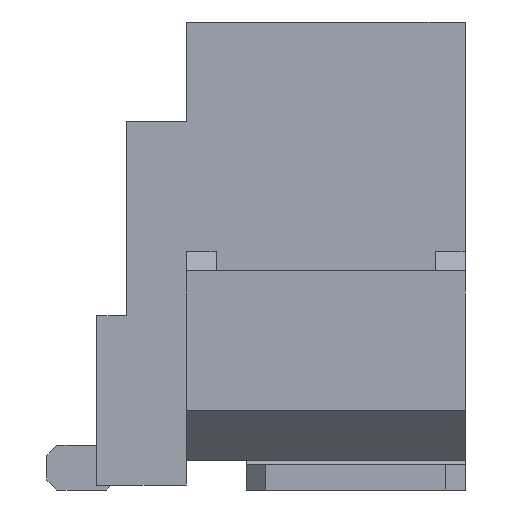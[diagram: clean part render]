
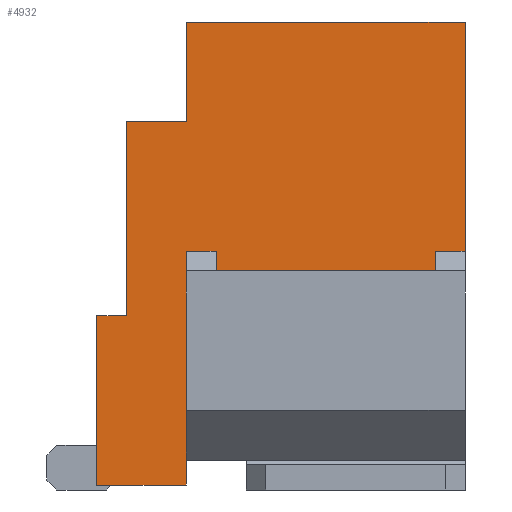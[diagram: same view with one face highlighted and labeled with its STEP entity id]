
A CAD part, left-side view. The second image highlights one B-rep face of the part: STEP entity #4932.
In plain terms, the highlighted planar face has unit normal (-1, 0, 0).
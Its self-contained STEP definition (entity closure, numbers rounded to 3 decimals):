
#27 = DIRECTION ( 'NONE',  ( 0., 1., 0. ) ) ;
#72 = VECTOR ( 'NONE', #689, 1000. ) ;
#198 = CARTESIAN_POINT ( 'NONE',  ( -2.75, -0.8, 1.7 ) ) ;
#214 = DIRECTION ( 'NONE',  ( 0., 0., -1. ) ) ;
#313 = VECTOR ( 'NONE', #1314, 1000. ) ;
#456 = CARTESIAN_POINT ( 'NONE',  ( -2.75, 1.7, 0.05 ) ) ;
#484 = LINE ( 'NONE', #8119, #4033 ) ;
#505 = CARTESIAN_POINT ( 'NONE',  ( -2.75, 2.3, 1.75 ) ) ;
#577 = CARTESIAN_POINT ( 'NONE',  ( -2.75, 1.7, 0.3 ) ) ;
#654 = EDGE_CURVE ( 'NONE', #7819, #5493, #2706, .T. ) ;
#681 = EDGE_CURVE ( 'NONE', #5608, #4737, #3845, .T. ) ;
#686 = CARTESIAN_POINT ( 'NONE',  ( -2.75, 1.4, 4.7 ) ) ;
#689 = DIRECTION ( 'NONE',  ( 0., -1., 0. ) ) ;
#714 = CARTESIAN_POINT ( 'NONE',  ( -2.75, 1.7, 2.4 ) ) ;
#751 = LINE ( 'NONE', #4448, #2309 ) ;
#781 = DIRECTION ( 'NONE',  ( 0., -1., 0. ) ) ;
#832 = CARTESIAN_POINT ( 'NONE',  ( -2.75, -0.8, 2.4 ) ) ;
#874 = CARTESIAN_POINT ( 'NONE',  ( -2.75, 1.7, 4.7 ) ) ;
#924 = VECTOR ( 'NONE', #2782, 1000. ) ;
#973 = EDGE_CURVE ( 'NONE', #2509, #5493, #2903, .T. ) ;
#995 = CARTESIAN_POINT ( 'NONE',  ( -2.75, 2.3, 3.7 ) ) ;
#999 = ORIENTED_EDGE ( 'NONE', *, *, #4219, .T. ) ;
#1007 = VERTEX_POINT ( 'NONE', #456 ) ;
#1021 = CARTESIAN_POINT ( 'NONE',  ( -2.75, -1.1, 4.7 ) ) ;
#1129 = ORIENTED_EDGE ( 'NONE', *, *, #654, .F. ) ;
#1159 = LINE ( 'NONE', #6310, #313 ) ;
#1172 = VECTOR ( 'NONE', #4396, 1000. ) ;
#1282 = EDGE_CURVE ( 'NONE', #1007, #6068, #1646, .T. ) ;
#1314 = DIRECTION ( 'NONE',  ( 0., 0., 1. ) ) ;
#1369 = LINE ( 'NONE', #686, #8080 ) ;
#1411 = CARTESIAN_POINT ( 'NONE',  ( -2.75, 2.3, 3.7 ) ) ;
#1539 = CARTESIAN_POINT ( 'NONE',  ( -2.75, 1.4, 1.7 ) ) ;
#1575 = CARTESIAN_POINT ( 'NONE',  ( -2.75, 2.6, 0.05 ) ) ;
#1600 = VECTOR ( 'NONE', #27, 1000. ) ;
#1606 = VERTEX_POINT ( 'NONE', #995 ) ;
#1646 = LINE ( 'NONE', #3480, #3613 ) ;
#1751 = VECTOR ( 'NONE', #5965, 1000. ) ;
#1808 = LINE ( 'NONE', #4695, #1600 ) ;
#1889 = ORIENTED_EDGE ( 'NONE', *, *, #6709, .T. ) ;
#2247 = VERTEX_POINT ( 'NONE', #5390 ) ;
#2301 = EDGE_CURVE ( 'NONE', #7243, #2432, #1159, .T. ) ;
#2309 = VECTOR ( 'NONE', #7657, 1000. ) ;
#2432 = VERTEX_POINT ( 'NONE', #6676 ) ;
#2446 = ORIENTED_EDGE ( 'NONE', *, *, #5225, .T. ) ;
#2480 = VECTOR ( 'NONE', #781, 1000. ) ;
#2509 = VERTEX_POINT ( 'NONE', #3612 ) ;
#2581 = CARTESIAN_POINT ( 'NONE',  ( -2.75, -0.8, 4.7 ) ) ;
#2706 = LINE ( 'NONE', #2581, #924 ) ;
#2782 = DIRECTION ( 'NONE',  ( 0., 0., -1. ) ) ;
#2817 = CARTESIAN_POINT ( 'NONE',  ( -2.75, 2.6, 4.7 ) ) ;
#2824 = DIRECTION ( 'NONE',  ( 0., -1., 0. ) ) ;
#2868 = PLANE ( 'NONE',  #4945 ) ;
#2903 = LINE ( 'NONE', #1539, #7873 ) ;
#3009 = LINE ( 'NONE', #5831, #7974 ) ;
#3260 = CARTESIAN_POINT ( 'NONE',  ( -2.75, 1.4, 2.4 ) ) ;
#3480 = CARTESIAN_POINT ( 'NONE',  ( -2.75, 1.7, 0.05 ) ) ;
#3566 = LINE ( 'NONE', #4633, #6795 ) ;
#3612 = CARTESIAN_POINT ( 'NONE',  ( -2.75, 1.4, 1.7 ) ) ;
#3613 = VECTOR ( 'NONE', #6758, 1000. ) ;
#3629 = ORIENTED_EDGE ( 'NONE', *, *, #6211, .T. ) ;
#3710 = LINE ( 'NONE', #4043, #5226 ) ;
#3722 = CARTESIAN_POINT ( 'NONE',  ( -2.75, 1.7, 2.4 ) ) ;
#3827 = EDGE_CURVE ( 'NONE', #1007, #7243, #1808, .T. ) ;
#3845 = LINE ( 'NONE', #714, #72 ) ;
#3874 = ORIENTED_EDGE ( 'NONE', *, *, #681, .T. ) ;
#3962 = ORIENTED_EDGE ( 'NONE', *, *, #6731, .F. ) ;
#4033 = VECTOR ( 'NONE', #4274, 1000. ) ;
#4034 = ORIENTED_EDGE ( 'NONE', *, *, #6817, .F. ) ;
#4043 = CARTESIAN_POINT ( 'NONE',  ( -2.75, -1.1, 4.7 ) ) ;
#4055 = DIRECTION ( 'NONE',  ( 0., 0., -1. ) ) ;
#4191 = VERTEX_POINT ( 'NONE', #1021 ) ;
#4202 = DIRECTION ( 'NONE',  ( 1., 0., 0. ) ) ;
#4219 = EDGE_CURVE ( 'NONE', #7819, #6054, #8095, .T. ) ;
#4274 = DIRECTION ( 'NONE',  ( 0., 0., 1. ) ) ;
#4291 = ORIENTED_EDGE ( 'NONE', *, *, #1282, .T. ) ;
#4325 = CARTESIAN_POINT ( 'NONE',  ( -2.75, 1.7, 2.4 ) ) ;
#4333 = ORIENTED_EDGE ( 'NONE', *, *, #2301, .F. ) ;
#4396 = DIRECTION ( 'NONE',  ( 0., -1., 0. ) ) ;
#4419 = EDGE_LOOP ( 'NONE', ( #3874, #3629, #6976, #1129, #999, #1889, #4034, #5701, #3962, #6554, #2446, #4333, #5311, #4291, #6688 ) ) ;
#4448 = CARTESIAN_POINT ( 'NONE',  ( -2.75, 2.3, 1.75 ) ) ;
#4453 = FACE_OUTER_BOUND ( 'NONE', #4419, .T. ) ;
#4633 = CARTESIAN_POINT ( 'NONE',  ( -2.75, 2.3, 1.75 ) ) ;
#4695 = CARTESIAN_POINT ( 'NONE',  ( -2.75, 2.6, 0.05 ) ) ;
#4709 = DIRECTION ( 'NONE',  ( 0., 0., 1. ) ) ;
#4723 = EDGE_CURVE ( 'NONE', #6068, #5608, #3009, .T. ) ;
#4737 = VERTEX_POINT ( 'NONE', #3260 ) ;
#4928 = VERTEX_POINT ( 'NONE', #874 ) ;
#4932 = ADVANCED_FACE ( 'NONE', ( #4453 ), #2868, .F. ) ;
#4945 = AXIS2_PLACEMENT_3D ( 'NONE', #7428, #4202, #214 ) ;
#5174 = CARTESIAN_POINT ( 'NONE',  ( -2.75, -1.1, 2.4 ) ) ;
#5225 = EDGE_CURVE ( 'NONE', #5972, #2432, #3566, .T. ) ;
#5226 = VECTOR ( 'NONE', #4709, 1000. ) ;
#5311 = ORIENTED_EDGE ( 'NONE', *, *, #3827, .F. ) ;
#5390 = CARTESIAN_POINT ( 'NONE',  ( -2.75, 1.7, 3.7 ) ) ;
#5493 = VERTEX_POINT ( 'NONE', #198 ) ;
#5608 = VERTEX_POINT ( 'NONE', #4325 ) ;
#5701 = ORIENTED_EDGE ( 'NONE', *, *, #8345, .F. ) ;
#5831 = CARTESIAN_POINT ( 'NONE',  ( -2.75, 1.7, 0.3 ) ) ;
#5938 = EDGE_CURVE ( 'NONE', #5972, #1606, #751, .T. ) ;
#5965 = DIRECTION ( 'NONE',  ( 0., -1., 0. ) ) ;
#5972 = VERTEX_POINT ( 'NONE', #505 ) ;
#6054 = VERTEX_POINT ( 'NONE', #5174 ) ;
#6068 = VERTEX_POINT ( 'NONE', #577 ) ;
#6211 = EDGE_CURVE ( 'NONE', #4737, #2509, #1369, .T. ) ;
#6310 = CARTESIAN_POINT ( 'NONE',  ( -2.75, 2.6, 4.7 ) ) ;
#6481 = DIRECTION ( 'NONE',  ( 0., 0., 1. ) ) ;
#6554 = ORIENTED_EDGE ( 'NONE', *, *, #5938, .F. ) ;
#6676 = CARTESIAN_POINT ( 'NONE',  ( -2.75, 2.6, 1.75 ) ) ;
#6688 = ORIENTED_EDGE ( 'NONE', *, *, #4723, .T. ) ;
#6709 = EDGE_CURVE ( 'NONE', #6054, #4191, #3710, .T. ) ;
#6731 = EDGE_CURVE ( 'NONE', #1606, #2247, #6945, .T. ) ;
#6758 = DIRECTION ( 'NONE',  ( 0., 0., 1. ) ) ;
#6795 = VECTOR ( 'NONE', #7858, 1000. ) ;
#6817 = EDGE_CURVE ( 'NONE', #4928, #4191, #7461, .T. ) ;
#6945 = LINE ( 'NONE', #1411, #1751 ) ;
#6976 = ORIENTED_EDGE ( 'NONE', *, *, #973, .T. ) ;
#7243 = VERTEX_POINT ( 'NONE', #1575 ) ;
#7428 = CARTESIAN_POINT ( 'NONE',  ( -2.75, 2.6, 4.7 ) ) ;
#7461 = LINE ( 'NONE', #2817, #2480 ) ;
#7657 = DIRECTION ( 'NONE',  ( 0., 0., 1. ) ) ;
#7819 = VERTEX_POINT ( 'NONE', #832 ) ;
#7858 = DIRECTION ( 'NONE',  ( 0., 1., 0. ) ) ;
#7873 = VECTOR ( 'NONE', #2824, 1000. ) ;
#7974 = VECTOR ( 'NONE', #6481, 1000. ) ;
#8080 = VECTOR ( 'NONE', #4055, 1000. ) ;
#8095 = LINE ( 'NONE', #3722, #1172 ) ;
#8119 = CARTESIAN_POINT ( 'NONE',  ( -2.75, 1.7, 3.7 ) ) ;
#8345 = EDGE_CURVE ( 'NONE', #2247, #4928, #484, .T. ) ;
